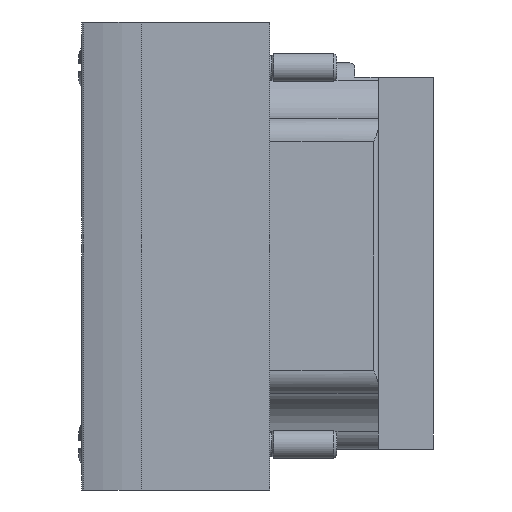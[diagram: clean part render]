
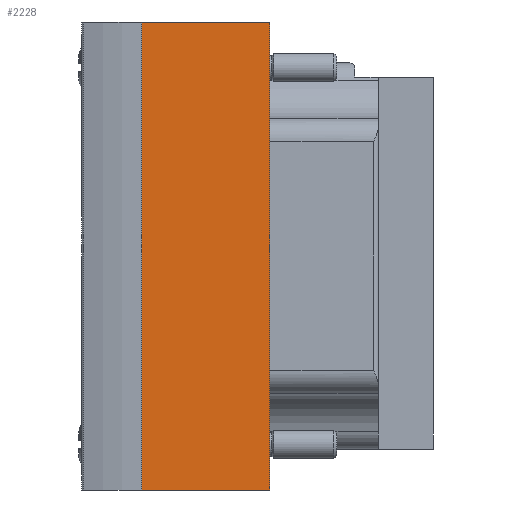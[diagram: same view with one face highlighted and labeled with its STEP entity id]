
A CAD part, left-side view. The second image highlights one B-rep face of the part: STEP entity #2228.
In plain terms, the highlighted planar face has unit normal (-1, 0, 0).
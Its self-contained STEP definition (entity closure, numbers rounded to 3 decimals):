
#172=LINE('',#3500,#311);
#174=LINE('',#3506,#313);
#175=LINE('',#3508,#314);
#176=LINE('',#3510,#315);
#311=VECTOR('',#2753,1000.);
#313=VECTOR('',#2759,1000.);
#314=VECTOR('',#2760,1000.);
#315=VECTOR('',#2761,1000.);
#465=ORIENTED_EDGE('',*,*,#1087,.T.);
#466=ORIENTED_EDGE('',*,*,#1088,.F.);
#467=ORIENTED_EDGE('',*,*,#1089,.F.);
#468=ORIENTED_EDGE('',*,*,#1084,.T.);
#1084=EDGE_CURVE('',#1396,#1395,#172,.T.);
#1087=EDGE_CURVE('',#1395,#1398,#174,.T.);
#1088=EDGE_CURVE('',#1399,#1398,#175,.T.);
#1089=EDGE_CURVE('',#1396,#1399,#176,.T.);
#1395=VERTEX_POINT('',#3499);
#1396=VERTEX_POINT('',#3501);
#1398=VERTEX_POINT('',#3507);
#1399=VERTEX_POINT('',#3509);
#1748=EDGE_LOOP('',(#465,#466,#467,#468));
#1959=FACE_BOUND('',#1748,.T.);
#2168=PLANE('',#2428);
#2228=ADVANCED_FACE('',(#1959),#2168,.F.);
#2428=AXIS2_PLACEMENT_3D('',#3505,#2757,#2758);
#2753=DIRECTION('',(0.,0.,-1.));
#2757=DIRECTION('',(1.,0.,0.));
#2758=DIRECTION('',(0.,0.,-1.));
#2759=DIRECTION('',(0.,-1.,0.));
#2760=DIRECTION('',(0.,0.,-1.));
#2761=DIRECTION('',(0.,-1.,0.));
#3499=CARTESIAN_POINT('',(-53.65,13.6,-24.85));
#3500=CARTESIAN_POINT('',(-53.65,13.6,24.85));
#3501=CARTESIAN_POINT('',(-53.65,13.6,24.85));
#3505=CARTESIAN_POINT('',(-53.65,13.6,24.85));
#3506=CARTESIAN_POINT('',(-53.65,13.6,-24.85));
#3507=CARTESIAN_POINT('',(-53.65,0.,-24.85));
#3508=CARTESIAN_POINT('',(-53.65,0.,24.85));
#3509=CARTESIAN_POINT('',(-53.65,0.,24.85));
#3510=CARTESIAN_POINT('',(-53.65,13.6,24.85));
